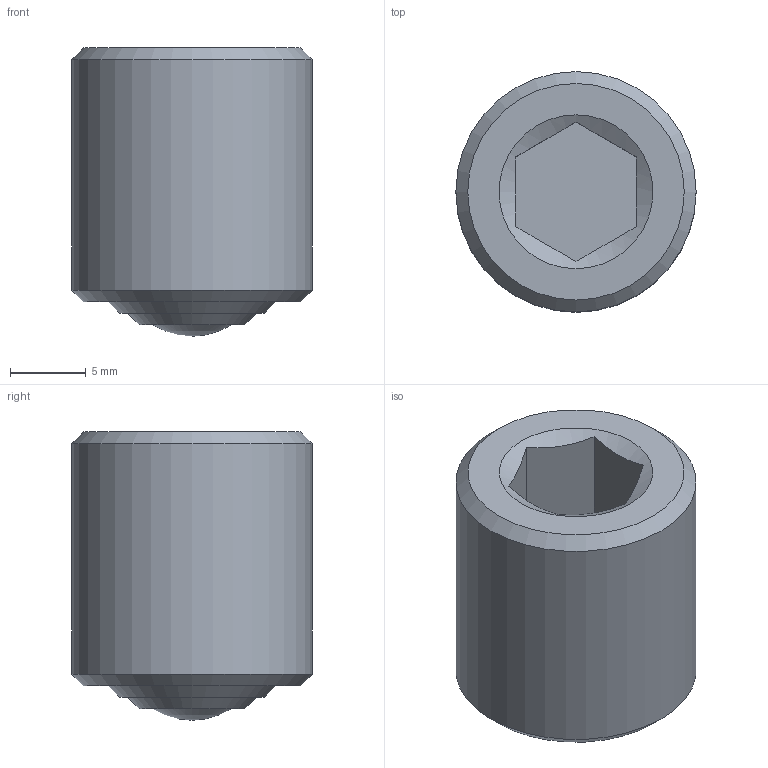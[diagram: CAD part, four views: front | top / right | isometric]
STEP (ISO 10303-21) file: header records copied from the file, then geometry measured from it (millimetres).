
FILE_DESCRIPTION(/* description */ (''),/* implementation_level */ '2;1');
FILE_NAME(/* name */ '13571.stp',/* time_stamp */ '2016-10-24T09:08:01-04:00',/* author */ ('tsmith'),/* organization */ (''),/* preprocessor_version */ 'ST-DEVELOPER v15.6',/* originating_system */ 'Autodesk Inventor 2015',/* authorisation */ '');
FILE_SCHEMA (('AUTOMOTIVE_DESIGN { 1 0 10303 214 3 1 1 }'));
Length unit declared in the file: inch
Products named in the file (1): 13571
Bounding box: 15.88 x 15.88 x 19.05 mm (x, y, z)
Volume: 2865.5 mm3; surface area: 1457.9 mm2
Topology: 1 solids, 1 shells, 18 faces, 37 edges, 24 vertices
Faces by surface type: plane 11, cone 5, cylinder 1, sphere 1
Full cylindrical faces by diameter (mm): 15.875 x1
Entity records: 442 total; most frequent: CARTESIAN_POINT 81, DIRECTION 70, ORIENTED_EDGE 56, AXIS2_PLACEMENT_3D 29, EDGE_LOOP 28, EDGE_CURVE 28, VERTEX_POINT 22, FACE_OUTER_BOUND 18
